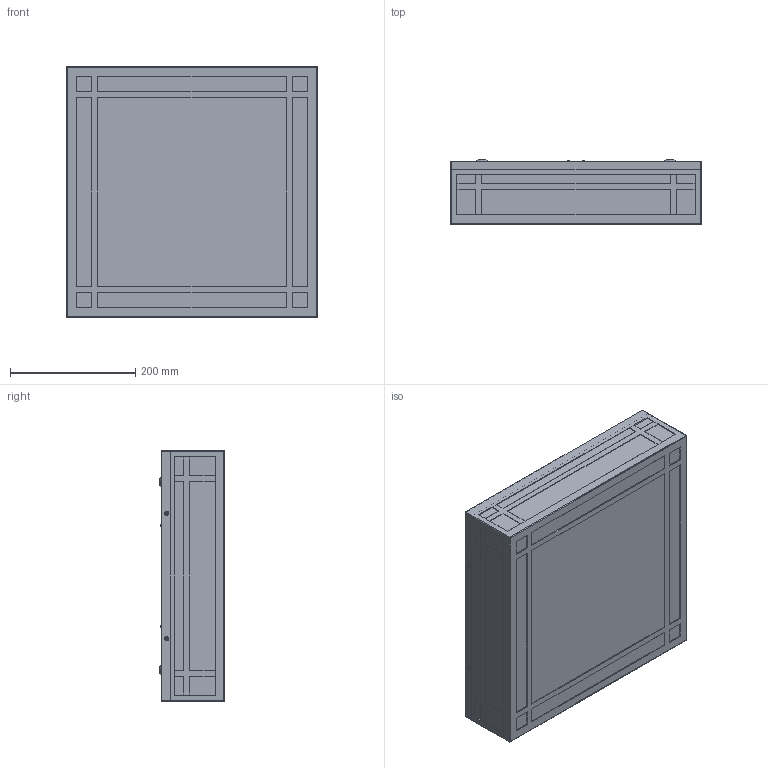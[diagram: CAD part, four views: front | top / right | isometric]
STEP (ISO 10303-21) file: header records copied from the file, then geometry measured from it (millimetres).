
FILE_DESCRIPTION (( 'STEP AP214' ), '1' );
FILE_NAME ('HU 12 FF.STEP', '2025-04-28T19:31:49', ( '' ), ( '' ), 'SwSTEP 2.0', 'SolidWorks 2024', '' );
FILE_SCHEMA (( 'AUTOMOTIVE_DESIGN' ));
Length unit declared in the file: millimetre
Products named in the file (1): HU 12 FF
Bounding box: 400 x 103.5 x 400 mm (x, y, z)
Surface area: 940940.9 mm2 (no closed solid volume)
Topology: 0 solids, 17 shells, 248 faces, 778 edges, 516 vertices
Faces by surface type: plane 162, cylinder 42, cone 24, torus 16, sphere 4
Entity records: 8494 total; most frequent: CARTESIAN_POINT 1531, DIRECTION 1440, ORIENTED_EDGE 1302, EDGE_CURVE 766, VECTOR 590, LINE 590, VERTEX_POINT 516, AXIS2_PLACEMENT_3D 425
